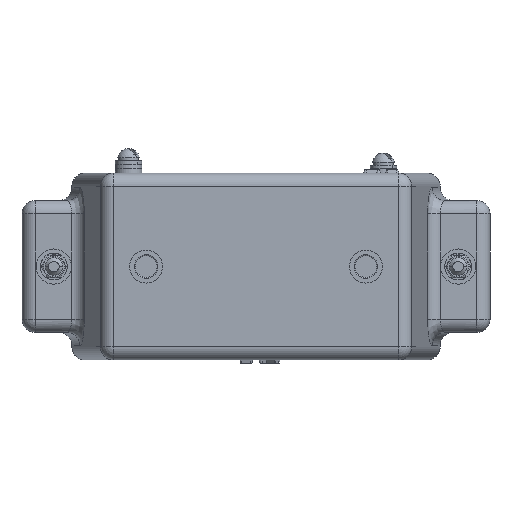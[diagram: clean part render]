
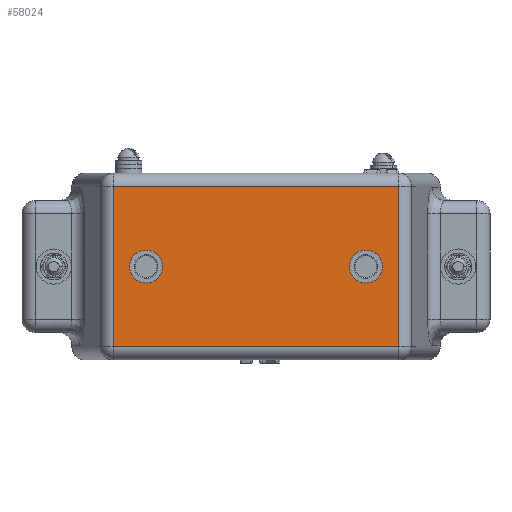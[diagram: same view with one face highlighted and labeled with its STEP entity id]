
A CAD part, front view. The second image highlights one B-rep face of the part: STEP entity #58024.
In plain terms, the highlighted planar face has unit normal (0, -1, 0).
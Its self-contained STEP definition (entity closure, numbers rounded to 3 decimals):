
#10851 = CARTESIAN_POINT ( 'NONE',  ( 0., -88.5, 36.5 ) ) ;
#10854 = CARTESIAN_POINT ( 'NONE',  ( 50., -88.5, 0. ) ) ;
#10856 = DIRECTION ( 'NONE',  ( 0., -1., 0. ) ) ;
#10857 = DIRECTION ( 'NONE',  ( 0., 0., 1. ) ) ;
#10859 = CARTESIAN_POINT ( 'NONE',  ( -64.969, -88.5, -42.5 ) ) ;
#10860 = DIRECTION ( 'NONE',  ( 0., 0., -1. ) ) ;
#10861 = CARTESIAN_POINT ( 'NONE',  ( -50., -88.5, 0. ) ) ;
#10862 = DIRECTION ( 'NONE',  ( -1., 0., 0. ) ) ;
#10863 = CARTESIAN_POINT ( 'NONE',  ( 64.969, -88.5, -42.5 ) ) ;
#10864 = DIRECTION ( 'NONE',  ( 0., 0., 1. ) ) ;
#10865 = CARTESIAN_POINT ( 'NONE',  ( 0., -88.5, -36.5 ) ) ;
#10866 = DIRECTION ( 'NONE',  ( 1., 0., 0. ) ) ;
#10868 = DIRECTION ( 'NONE',  ( 0., -1., 0. ) ) ;
#10869 = DIRECTION ( 'NONE',  ( 0., 0., 1. ) ) ;
#11382 = VECTOR ( 'NONE', #10860, 1000. ) ;
#11384 = LINE ( 'NONE', #10859, #11382 ) ;
#11394 = LINE ( 'NONE', #10851, #11396 ) ;
#11395 = CIRCLE ( 'NONE', #85355, 7.5 ) ;
#11396 = VECTOR ( 'NONE', #10862, 1000. ) ;
#11397 = LINE ( 'NONE', #10863, #11398 ) ;
#11398 = VECTOR ( 'NONE', #10864, 1000. ) ;
#11399 = LINE ( 'NONE', #10865, #11400 ) ;
#11400 = VECTOR ( 'NONE', #10866, 1000. ) ;
#11403 = CIRCLE ( 'NONE', #85352, 7.5 ) ;
#23137 = CIRCLE ( 'NONE', #25455, 7.5 ) ;
#23139 = CIRCLE ( 'NONE', #25454, 7.5 ) ;
#24858 = CARTESIAN_POINT ( 'NONE',  ( 50., -88.5, 0. ) ) ;
#24861 = DIRECTION ( 'NONE',  ( 0., -1., 0. ) ) ;
#24862 = DIRECTION ( 'NONE',  ( 0., 0., 1. ) ) ;
#24863 = CARTESIAN_POINT ( 'NONE',  ( -50., -88.5, 0. ) ) ;
#24864 = DIRECTION ( 'NONE',  ( 0., -1., 0. ) ) ;
#24865 = DIRECTION ( 'NONE',  ( 0., 0., 1. ) ) ;
#25454 = AXIS2_PLACEMENT_3D ( 'NONE', #24863, #24864, #24865 ) ;
#25455 = AXIS2_PLACEMENT_3D ( 'NONE', #24858, #24861, #24862 ) ;
#26196 = AXIS2_PLACEMENT_3D ( 'NONE', #39956, #39962, #39963 ) ;
#31070 = CARTESIAN_POINT ( 'NONE',  ( 50., -88.5, -7.5 ) ) ;
#31071 = CARTESIAN_POINT ( 'NONE',  ( 50., -88.5, 7.5 ) ) ;
#31074 = CARTESIAN_POINT ( 'NONE',  ( -50., -88.5, -7.5 ) ) ;
#31075 = CARTESIAN_POINT ( 'NONE',  ( -50., -88.5, 7.5 ) ) ;
#31343 = CARTESIAN_POINT ( 'NONE',  ( 64.969, -88.5, -36.5 ) ) ;
#31344 = CARTESIAN_POINT ( 'NONE',  ( 64.969, -88.5, 36.5 ) ) ;
#31345 = CARTESIAN_POINT ( 'NONE',  ( -64.969, -88.5, 36.5 ) ) ;
#31346 = CARTESIAN_POINT ( 'NONE',  ( -64.969, -88.5, -36.5 ) ) ;
#33815 = FACE_BOUND ( 'NONE', #41763, .T. ) ;
#33825 = FACE_OUTER_BOUND ( 'NONE', #41759, .T. ) ;
#33831 = FACE_BOUND ( 'NONE', #41767, .T. ) ;
#39956 = CARTESIAN_POINT ( 'NONE',  ( 0., -88.5, -42.5 ) ) ;
#39961 = PLANE ( 'NONE',  #26196 ) ;
#39962 = DIRECTION ( 'NONE',  ( 0., -1., 0. ) ) ;
#39963 = DIRECTION ( 'NONE',  ( 0., 0., 1. ) ) ;
#41759 = EDGE_LOOP ( 'NONE', ( #56539, #56540, #56541, #56542 ) ) ;
#41763 = EDGE_LOOP ( 'NONE', ( #56543, #56544 ) ) ;
#41767 = EDGE_LOOP ( 'NONE', ( #56545, #56546 ) ) ;
#52879 = EDGE_CURVE ( 'NONE', #53464, #53465, #23137, .T. ) ;
#52880 = EDGE_CURVE ( 'NONE', #53468, #53469, #23139, .T. ) ;
#53464 = VERTEX_POINT ( 'NONE', #31070 ) ;
#53465 = VERTEX_POINT ( 'NONE', #31071 ) ;
#53468 = VERTEX_POINT ( 'NONE', #31074 ) ;
#53469 = VERTEX_POINT ( 'NONE', #31075 ) ;
#53737 = VERTEX_POINT ( 'NONE', #31343 ) ;
#53738 = VERTEX_POINT ( 'NONE', #31344 ) ;
#53739 = VERTEX_POINT ( 'NONE', #31345 ) ;
#53740 = VERTEX_POINT ( 'NONE', #31346 ) ;
#56539 = ORIENTED_EDGE ( 'NONE', *, *, #59566, .T. ) ;
#56540 = ORIENTED_EDGE ( 'NONE', *, *, #59565, .T. ) ;
#56541 = ORIENTED_EDGE ( 'NONE', *, *, #59564, .T. ) ;
#56542 = ORIENTED_EDGE ( 'NONE', *, *, #59567, .T. ) ;
#56543 = ORIENTED_EDGE ( 'NONE', *, *, #59563, .F. ) ;
#56544 = ORIENTED_EDGE ( 'NONE', *, *, #52879, .F. ) ;
#56545 = ORIENTED_EDGE ( 'NONE', *, *, #59568, .F. ) ;
#56546 = ORIENTED_EDGE ( 'NONE', *, *, #52880, .F. ) ;
#58024 = ADVANCED_FACE ( 'NONE', ( #33825, #33815, #33831 ), #39961, .T. ) ;
#59563 = EDGE_CURVE ( 'NONE', #53465, #53464, #11395, .T. ) ;
#59564 = EDGE_CURVE ( 'NONE', #53739, #53740, #11384, .T. ) ;
#59565 = EDGE_CURVE ( 'NONE', #53738, #53739, #11394, .T. ) ;
#59566 = EDGE_CURVE ( 'NONE', #53737, #53738, #11397, .T. ) ;
#59567 = EDGE_CURVE ( 'NONE', #53740, #53737, #11399, .T. ) ;
#59568 = EDGE_CURVE ( 'NONE', #53469, #53468, #11403, .T. ) ;
#85352 = AXIS2_PLACEMENT_3D ( 'NONE', #10861, #10868, #10869 ) ;
#85355 = AXIS2_PLACEMENT_3D ( 'NONE', #10854, #10856, #10857 ) ;
